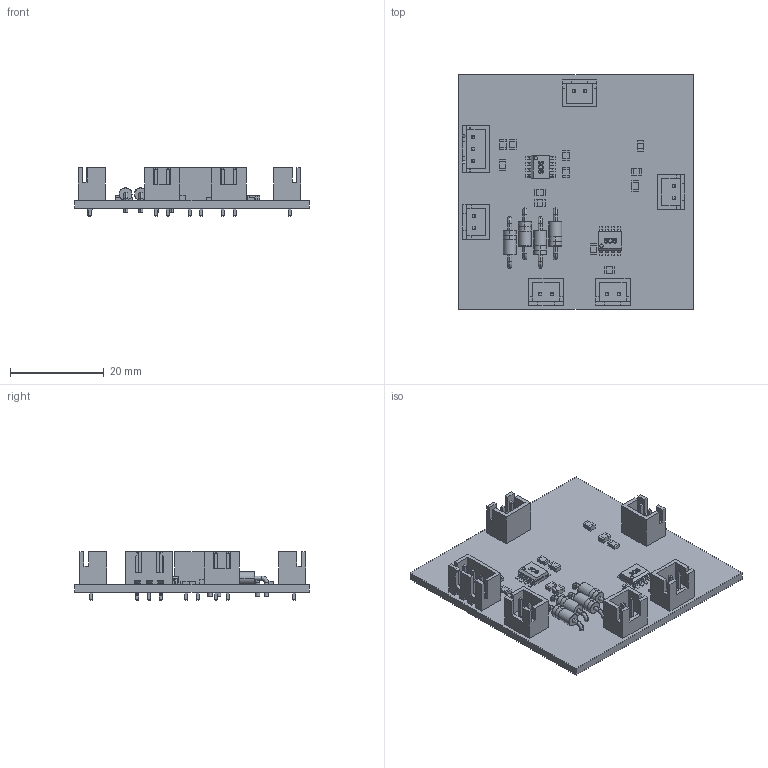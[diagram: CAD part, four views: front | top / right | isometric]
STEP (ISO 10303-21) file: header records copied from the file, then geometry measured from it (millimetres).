
FILE_DESCRIPTION(('Open CASCADE Model'),'2;1');
FILE_NAME('Open CASCADE Shape Model','2015-05-19T11:09:58',('Author'),( 'Open CASCADE'),'Open CASCADE STEP processor 6.5','Open CASCADE 6.5' ,'Unknown');
FILE_SCHEMA(('AUTOMOTIVE_DESIGN { 1 0 10303 214 1 1 1 1 }'));
Length unit declared in the file: millimetre
Products named in the file (49): PCB; Board; J16; User_Library-JST_B2B-XH-A; U10; User_Library-SOIC8_JEDEC_MS-012AA; U13; R17; 542755088; Extruded; 542754448; R16; 542754192; 542754064; R15; R14; R13; R12; J15; J14; User_Library-B3B-XH-A; User_Library-B3B-XH-A_B3B-XH-A_body_____________; User_Library-B3B-XH-A_BXB-XH-A_pin_____________; User_Library-B3B-XH-A_BXB-XH-A_pin1_____________; J13; J12; J11; D12; User_Library-DO-41-2; D11; D10; D9; C21; 542753936; 542753808; C20; 542754320; 542754576; C19; C18 ...
Assembly tree (85 placements, depth 4):
  PCB
    Board
    J16
      User_Library-JST_B2B-XH-A
    U10
      User_Library-SOIC8_JEDEC_MS-012AA
    U13
      User_Library-SOIC8_JEDEC_MS-012AA
    R17
      542755088  x2
        Extruded
      542754448
        Extruded
    R16
      542754192  x2
        Extruded
      542754064
        Extruded
    R15
      542755088  x2
        Extruded
      542754448
        Extruded
    R14
      542755088  x2
        Extruded
      542754448
        Extruded
    R13
      542754192  x2
        Extruded
      542754064
        Extruded
    R12
      542755088  x2
        Extruded
      542754448
        Extruded
    J15
      User_Library-JST_B2B-XH-A
    J14
      User_Library-B3B-XH-A
        User_Library-B3B-XH-A_B3B-XH-A_body_____________
        User_Library-B3B-XH-A_BXB-XH-A_pin_____________
        User_Library-B3B-XH-A_BXB-XH-A_pin1_____________  x2
    J13
      User_Library-JST_B2B-XH-A
    J12
      User_Library-JST_B2B-XH-A
    J11
      User_Library-JST_B2B-XH-A
    D12
      User_Library-DO-41-2
    D11
      User_Library-DO-41-2
    D10
      User_Library-DO-41-2
    D9
      User_Library-DO-41-2
    C21
Bounding box: 50 x 50 x 10.4 mm (x, y, z)
Volume: 5555.2 mm3; surface area: 8533.2 mm2
Topology: 72 solids, 72 shells, 1110 faces, 2563 edges, 1624 vertices
Faces by surface type: plane 840, cylinder 142, bspline 80, torus 48
Entity records: 31919 total; most frequent: CARTESIAN_POINT 10000, DIRECTION 3515, LINE 2266, VECTOR 2266, ORIENTED_EDGE 2020, PCURVE 2020, DEFINITIONAL_REPRESENTATION 2020, EDGE_CURVE 1010
